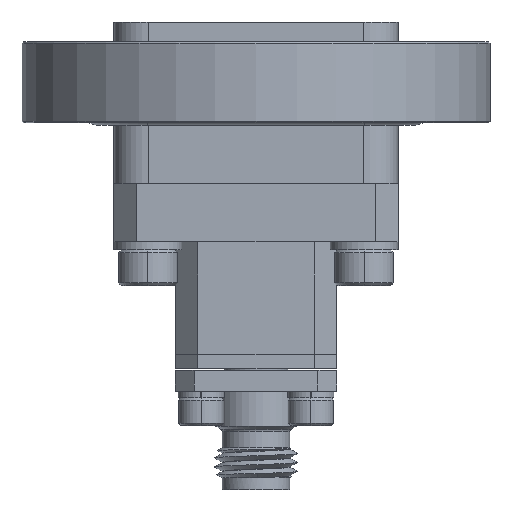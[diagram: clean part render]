
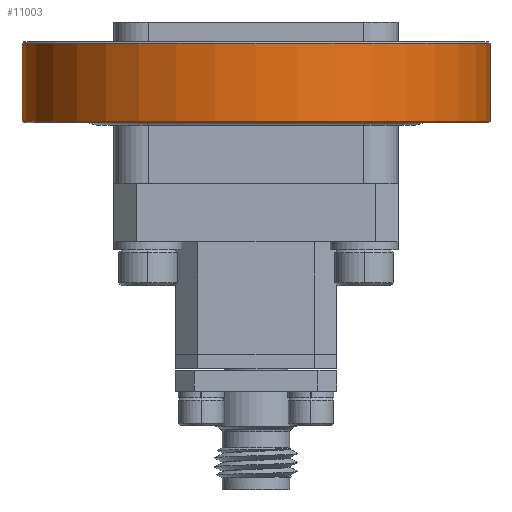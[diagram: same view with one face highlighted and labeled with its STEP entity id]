
A CAD part, left-side view. The second image highlights one B-rep face of the part: STEP entity #11003.
In plain terms, the highlighted cylindrical face has radius 18.415 mm (diameter 36.83 mm), a partial arc.
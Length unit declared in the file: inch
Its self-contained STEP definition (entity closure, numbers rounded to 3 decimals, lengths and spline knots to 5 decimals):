
#250 = DIRECTION ( 'NONE',  ( 0., 0., 1. ) ) ;
#1175 = CARTESIAN_POINT ( 'NONE',  ( -3.06241, 0.31301, 1.39647 ) ) ;
#1331 = AXIS2_PLACEMENT_3D ( 'NONE', #8804, #7033, #14377 ) ;
#1549 = CARTESIAN_POINT ( 'NONE',  ( -3.06241, -0.41199, 1.40147 ) ) ;
#1960 = CARTESIAN_POINT ( 'NONE',  ( -3.06241, -0.41199, 1.39647 ) ) ;
#3389 = EDGE_LOOP ( 'NONE', ( #7877, #3664, #6055, #10167 ) ) ;
#3664 = ORIENTED_EDGE ( 'NONE', *, *, #10494, .T. ) ;
#4013 = CYLINDRICAL_SURFACE ( 'NONE', #1331, 0.725 ) ;
#4044 = LINE ( 'NONE', #1549, #14688 ) ;
#4335 = CIRCLE ( 'NONE', #9347, 0.725 ) ;
#5985 = CIRCLE ( 'NONE', #13233, 0.725 ) ;
#6029 = DIRECTION ( 'NONE',  ( 0., -1., 0. ) ) ;
#6051 = CARTESIAN_POINT ( 'NONE',  ( -3.06241, 0.31301, 1.15447 ) ) ;
#6055 = ORIENTED_EDGE ( 'NONE', *, *, #12337, .T. ) ;
#6470 = DIRECTION ( 'NONE',  ( 0., 0., -1. ) ) ;
#6630 = CARTESIAN_POINT ( 'NONE',  ( -3.06241, 1.03801, 1.15447 ) ) ;
#7033 = DIRECTION ( 'NONE',  ( 0., 0., -1. ) ) ;
#7443 = DIRECTION ( 'NONE',  ( 0., -1., 0. ) ) ;
#7501 = DIRECTION ( 'NONE',  ( 0., 0., -1. ) ) ;
#7800 = VERTEX_POINT ( 'NONE', #9839 ) ;
#7877 = ORIENTED_EDGE ( 'NONE', *, *, #10709, .F. ) ;
#8804 = CARTESIAN_POINT ( 'NONE',  ( -3.06241, 0.31301, 1.40147 ) ) ;
#9347 = AXIS2_PLACEMENT_3D ( 'NONE', #6051, #250, #7443 ) ;
#9626 = VECTOR ( 'NONE', #6470, 39.37008 ) ;
#9630 = DIRECTION ( 'NONE',  ( 0., 0., -1. ) ) ;
#9839 = CARTESIAN_POINT ( 'NONE',  ( -3.06241, 1.03801, 1.39647 ) ) ;
#9893 = FACE_OUTER_BOUND ( 'NONE', #3389, .T. ) ;
#10167 = ORIENTED_EDGE ( 'NONE', *, *, #11400, .T. ) ;
#10217 = CARTESIAN_POINT ( 'NONE',  ( -3.06241, 1.03801, 1.40147 ) ) ;
#10494 = EDGE_CURVE ( 'NONE', #12812, #7800, #5985, .T. ) ;
#10709 = EDGE_CURVE ( 'NONE', #12812, #14481, #4044, .T. ) ;
#11003 = ADVANCED_FACE ( 'NONE', ( #9893 ), #4013, .T. ) ;
#11305 = LINE ( 'NONE', #10217, #9626 ) ;
#11400 = EDGE_CURVE ( 'NONE', #12248, #14481, #4335, .T. ) ;
#12248 = VERTEX_POINT ( 'NONE', #6630 ) ;
#12337 = EDGE_CURVE ( 'NONE', #7800, #12248, #11305, .T. ) ;
#12812 = VERTEX_POINT ( 'NONE', #1960 ) ;
#13233 = AXIS2_PLACEMENT_3D ( 'NONE', #1175, #9630, #6029 ) ;
#14377 = DIRECTION ( 'NONE',  ( 0., 1., 0. ) ) ;
#14481 = VERTEX_POINT ( 'NONE', #14649 ) ;
#14649 = CARTESIAN_POINT ( 'NONE',  ( -3.06241, -0.41199, 1.15447 ) ) ;
#14688 = VECTOR ( 'NONE', #7501, 39.37008 ) ;
